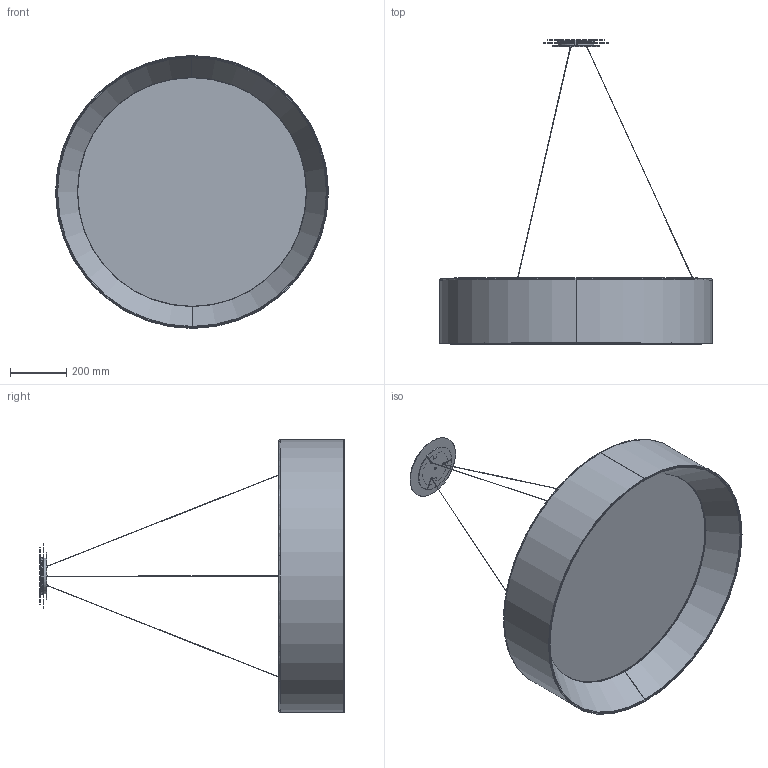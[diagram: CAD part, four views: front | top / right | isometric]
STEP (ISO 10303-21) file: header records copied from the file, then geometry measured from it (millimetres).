
FILE_DESCRIPTION (( 'STEP AP214' ), '1' );
FILE_NAME ('TAGORA 970-SUSPENSION.STEP', '2016-12-16T20:43:11', ( '' ), ( '' ), 'SwSTEP 2.0', 'SolidWorks 2012', '' );
FILE_SCHEMA (( 'AUTOMOTIVE_DESIGN' ));
Length unit declared in the file: inch
Products named in the file (1): TAGORA 970-SUSPENSION
Bounding box: 973 x 1083.31 x 973 mm (x, y, z)
Volume: 7533390.1 mm3; surface area: 6233851.5 mm2
Topology: 16 solids, 19 shells, 882 faces, 2248 edges, 1450 vertices
Faces by surface type: cylinder 480, plane 264, bspline 96, cone 30, torus 12
Entity records: 50785 total; most frequent: CARTESIAN_POINT 16577, DIRECTION 4908, ORIENTED_EDGE 4496, EDGE_CURVE 2248, AXIS2_PLACEMENT_3D 1965, VERTEX_POINT 1450, EDGE_LOOP 1266, CIRCLE 1178
